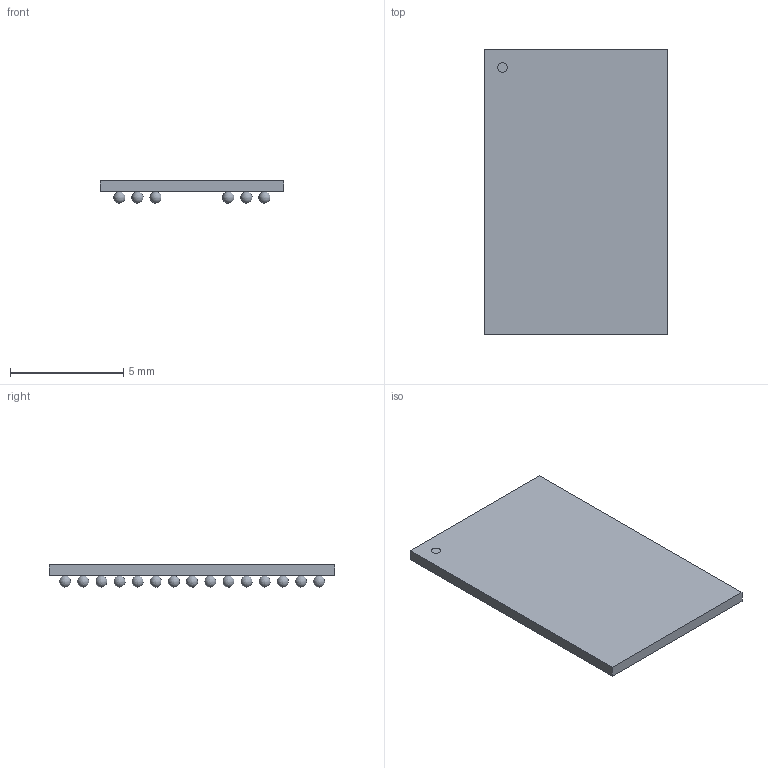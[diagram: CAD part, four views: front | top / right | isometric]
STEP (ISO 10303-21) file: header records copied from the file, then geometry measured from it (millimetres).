
FILE_DESCRIPTION(('STEP AP214'),'1');
FILE_NAME('BGA_6NB-25_WIN','2025-07-04T08:24:48',(''),(''),'','','');
FILE_SCHEMA(('AUTOMOTIVE_DESIGN'));
Length unit declared in the file: millimetre
Products named in the file (1): product
Bounding box: 8.1 x 12.6 x 0.99 mm (x, y, z)
Volume: 55.2 mm3; surface area: 292.5 mm2
Topology: 86 solids, 86 shells, 93 faces, 267 edges, 178 vertices
Faces by surface type: sphere 84, plane 8, cylinder 1
Full cylindrical faces by diameter (mm): 0.405 x1
Entity records: 1129 total; most frequent: DIRECTION 206, CARTESIAN_POINT 107, AXIS2_PLACEMENT_3D 97, STYLED_ITEM 93, ADVANCED_FACE 93, MANIFOLD_SOLID_BREP 86, CLOSED_SHELL 86, SPHERICAL_SURFACE 84
